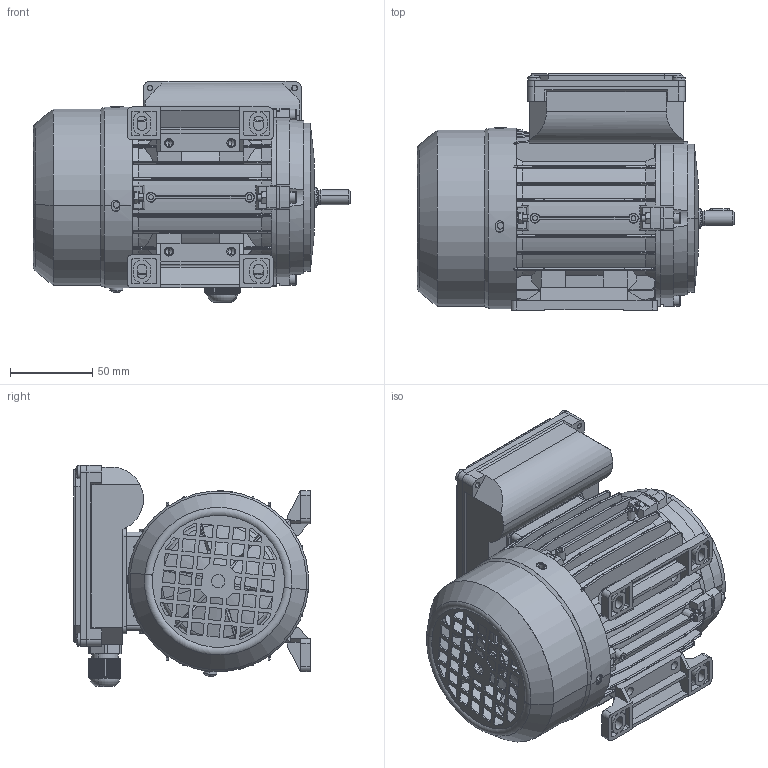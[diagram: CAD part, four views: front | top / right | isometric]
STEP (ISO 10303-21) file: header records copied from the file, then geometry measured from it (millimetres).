
FILE_DESCRIPTION (( 'STEP AP203' ), '1' );
FILE_NAME ('MY56 B3.STEP', '2015-01-14T08:09:05', ( 'USER' ), ( 'MS' ), 'SwSTEP 2.0', 'SolidWorks 2008', '' );
FILE_SCHEMA (( 'CONFIG_CONTROL_DESIGN' ));
Products named in the file (16): Circlips for shaft--Type A large GB_GB_CONNECTING_PIECE_RING_RRA 12; 56 风罩_默认; Cross recessed thread forming screws GB_GB_CROSS_SCREWS_TYPE138 M4X8-N; MS56 儂褲蹟譫_GB_FASTENER_NUT_SNAB1 M4-N; MY56接线盒盖_默认; MY56 B3; 56机壳_默认; 56转轴_默认; 56 后端盖_默认; Y2 56 风叶_默认; 出线螺套M16_默认; 56底脚_默认; 56 B3端盖_默认; Hexagon socket head cap screws GB_GB_FASTENER_SCREWS_HSHCS M4X20-N; MY56接线盒座_默认; Cross recessed thread forming screws GB_GB_CROSS_SCREWS_TYPE138 M4X10-N
Assembly tree (34 placements, depth 2):
  MY56 B3
    Cross recessed thread forming screws GB_GB_CROSS_SCREWS_TYPE138 M4X10-N  x4
    出线螺套M16_默认
    MS56 儂褲蹟譫_GB_FASTENER_NUT_SNAB1 M4-N  x8
    Hexagon socket head cap screws GB_GB_FASTENER_SCREWS_HSHCS M4X20-N  x8
    56转轴_默认
    MY56接线盒盖_默认
    Y2 56 风叶_默认
    Cross recessed thread forming screws GB_GB_CROSS_SCREWS_TYPE138 M4X8-N  x2
    56底脚_默认  x2
    MY56接线盒座_默认
    56 B3端盖_默认
    56 后端盖_默认
    Circlips for shaft--Type A large GB_GB_CONNECTING_PIECE_RING_RRA 12
    56机壳_默认
    56 风罩_默认
Bounding box: 193 x 144 x 134.54 mm (x, y, z)
Volume: 341686.3 mm3; surface area: 334191.2 mm2
Topology: 34 solids, 34 shells, 2989 faces, 7765 edges, 4874 vertices
Faces by surface type: plane 1605, cylinder 848, cone 265, bspline 100, sphere 92, torus 79
Entity records: 85159 total; most frequent: CARTESIAN_POINT 23113, ORIENTED_EDGE 12998, DIRECTION 11847, EDGE_CURVE 6499, VERTEX_POINT 4115, AXIS2_PLACEMENT_3D 4078, VECTOR 3691, LINE 3691
